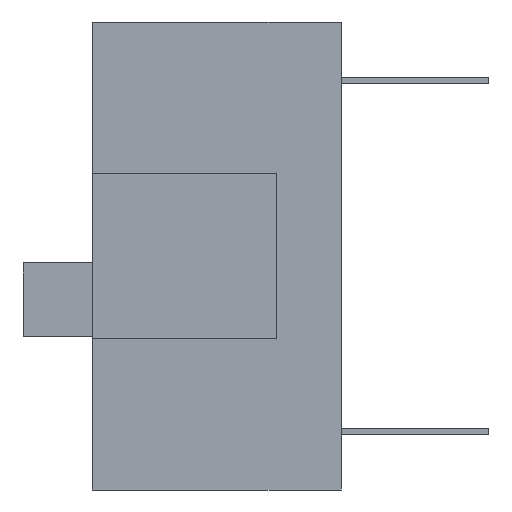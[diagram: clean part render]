
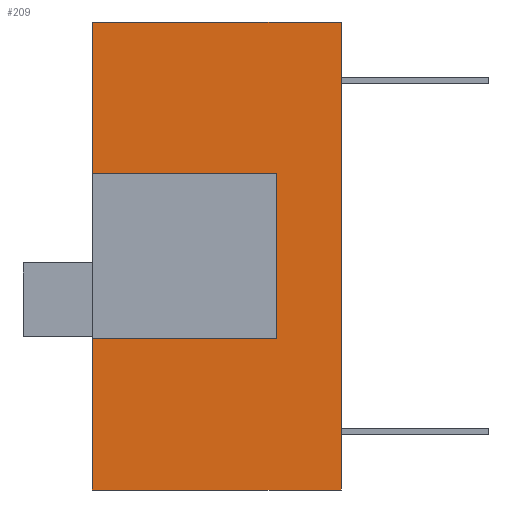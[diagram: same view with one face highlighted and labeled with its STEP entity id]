
A CAD part, left-side view. The second image highlights one B-rep face of the part: STEP entity #209.
In plain terms, the highlighted planar face has unit normal (-1, 0, 0).
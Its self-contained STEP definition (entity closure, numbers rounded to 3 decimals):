
#24 = VERTEX_POINT ( 'NONE', #1498 ) ;
#25 = EDGE_CURVE ( 'NONE', #24, #29, #1497, .T. ) ;
#29 = VERTEX_POINT ( 'NONE', #1487 ) ;
#42 = VERTEX_POINT ( 'NONE', #1536 ) ;
#87 = EDGE_CURVE ( 'NONE', #91, #42, #1606, .T. ) ;
#91 = VERTEX_POINT ( 'NONE', #1657 ) ;
#139 = ORIENTED_EDGE ( 'NONE', *, *, #140, .T. ) ;
#140 = EDGE_CURVE ( 'NONE', #213, #42, #1809, .T. ) ;
#141 = ORIENTED_EDGE ( 'NONE', *, *, #87, .F. ) ;
#151 = EDGE_LOOP ( 'NONE', ( #210, #139, #141, #221, #239, #240, #251, #252 ) ) ;
#209 = ADVANCED_FACE ( 'NONE', ( #1952 ), #1951, .T. ) ;
#210 = ORIENTED_EDGE ( 'NONE', *, *, #211, .T. ) ;
#211 = EDGE_CURVE ( 'NONE', #212, #213, #2005, .T. ) ;
#212 = VERTEX_POINT ( 'NONE', #2001 ) ;
#213 = VERTEX_POINT ( 'NONE', #2000 ) ;
#221 = ORIENTED_EDGE ( 'NONE', *, *, #222, .F. ) ;
#222 = EDGE_CURVE ( 'NONE', #223, #91, #1992, .T. ) ;
#223 = VERTEX_POINT ( 'NONE', #1988 ) ;
#239 = ORIENTED_EDGE ( 'NONE', *, *, #248, .F. ) ;
#240 = ORIENTED_EDGE ( 'NONE', *, *, #249, .F. ) ;
#248 = EDGE_CURVE ( 'NONE', #250, #223, #2018, .T. ) ;
#249 = EDGE_CURVE ( 'NONE', #29, #250, #2009, .T. ) ;
#250 = VERTEX_POINT ( 'NONE', #2069 ) ;
#251 = ORIENTED_EDGE ( 'NONE', *, *, #25, .F. ) ;
#252 = ORIENTED_EDGE ( 'NONE', *, *, #254, .F. ) ;
#254 = EDGE_CURVE ( 'NONE', #212, #24, #2068, .T. ) ;
#1487 = CARTESIAN_POINT ( 'NONE',  ( 0., 5.4, 0. ) ) ;
#1494 = DIRECTION ( 'NONE',  ( 0., 0., 1. ) ) ;
#1495 = VECTOR ( 'NONE', #1494, 1000. ) ;
#1496 = CARTESIAN_POINT ( 'NONE',  ( 0., 5.4, 0. ) ) ;
#1497 = LINE ( 'NONE', #1496, #1495 ) ;
#1498 = CARTESIAN_POINT ( 'NONE',  ( 0., 5.4, -3.28 ) ) ;
#1536 = CARTESIAN_POINT ( 'NONE',  ( 0., 5.4, -6.88 ) ) ;
#1603 = DIRECTION ( 'NONE',  ( 0., 0., 1. ) ) ;
#1604 = VECTOR ( 'NONE', #1603, 1000. ) ;
#1605 = CARTESIAN_POINT ( 'NONE',  ( 0., 5.4, 0. ) ) ;
#1606 = LINE ( 'NONE', #1605, #1604 ) ;
#1657 = CARTESIAN_POINT ( 'NONE',  ( 0., 5.4, -10.16 ) ) ;
#1805 = DIRECTION ( 'NONE',  ( 0., 1., 0. ) ) ;
#1806 = VECTOR ( 'NONE', #1805, 1000. ) ;
#1807 = CARTESIAN_POINT ( 'NONE',  ( 0., 1.4, -6.88 ) ) ;
#1809 = LINE ( 'NONE', #1807, #1806 ) ;
#1950 = AXIS2_PLACEMENT_3D ( 'NONE', #2008, #2007, #2006 ) ;
#1951 = PLANE ( 'NONE',  #1950 ) ;
#1952 = FACE_OUTER_BOUND ( 'NONE', #151, .T. ) ;
#1988 = CARTESIAN_POINT ( 'NONE',  ( 0., 0., -10.16 ) ) ;
#1989 = DIRECTION ( 'NONE',  ( 0., 1., 0. ) ) ;
#1990 = VECTOR ( 'NONE', #1989, 1000. ) ;
#1991 = CARTESIAN_POINT ( 'NONE',  ( 0., 0., -10.16 ) ) ;
#1992 = LINE ( 'NONE', #1991, #1990 ) ;
#2000 = CARTESIAN_POINT ( 'NONE',  ( 0., 1.4, -6.88 ) ) ;
#2001 = CARTESIAN_POINT ( 'NONE',  ( 0., 1.4, -3.28 ) ) ;
#2002 = DIRECTION ( 'NONE',  ( 0., 0., -1. ) ) ;
#2003 = VECTOR ( 'NONE', #2002, 1000. ) ;
#2004 = CARTESIAN_POINT ( 'NONE',  ( 0., 1.4, -6.88 ) ) ;
#2005 = LINE ( 'NONE', #2004, #2003 ) ;
#2006 = DIRECTION ( 'NONE',  ( 0., 0., 1. ) ) ;
#2007 = DIRECTION ( 'NONE',  ( -1., 0., 0. ) ) ;
#2008 = CARTESIAN_POINT ( 'NONE',  ( 0., 5.4, 0. ) ) ;
#2009 = LINE ( 'NONE', #2072, #2071 ) ;
#2010 = DIRECTION ( 'NONE',  ( 0., 0., -1. ) ) ;
#2011 = VECTOR ( 'NONE', #2010, 1000. ) ;
#2012 = CARTESIAN_POINT ( 'NONE',  ( 0., 0., 0. ) ) ;
#2018 = LINE ( 'NONE', #2012, #2011 ) ;
#2065 = DIRECTION ( 'NONE',  ( 0., 1., 0. ) ) ;
#2066 = VECTOR ( 'NONE', #2065, 1000. ) ;
#2067 = CARTESIAN_POINT ( 'NONE',  ( 0., 1.4, -3.28 ) ) ;
#2068 = LINE ( 'NONE', #2067, #2066 ) ;
#2069 = CARTESIAN_POINT ( 'NONE',  ( 0., 0., 0. ) ) ;
#2070 = DIRECTION ( 'NONE',  ( 0., -1., 0. ) ) ;
#2071 = VECTOR ( 'NONE', #2070, 1000. ) ;
#2072 = CARTESIAN_POINT ( 'NONE',  ( 0., 0., 0. ) ) ;
